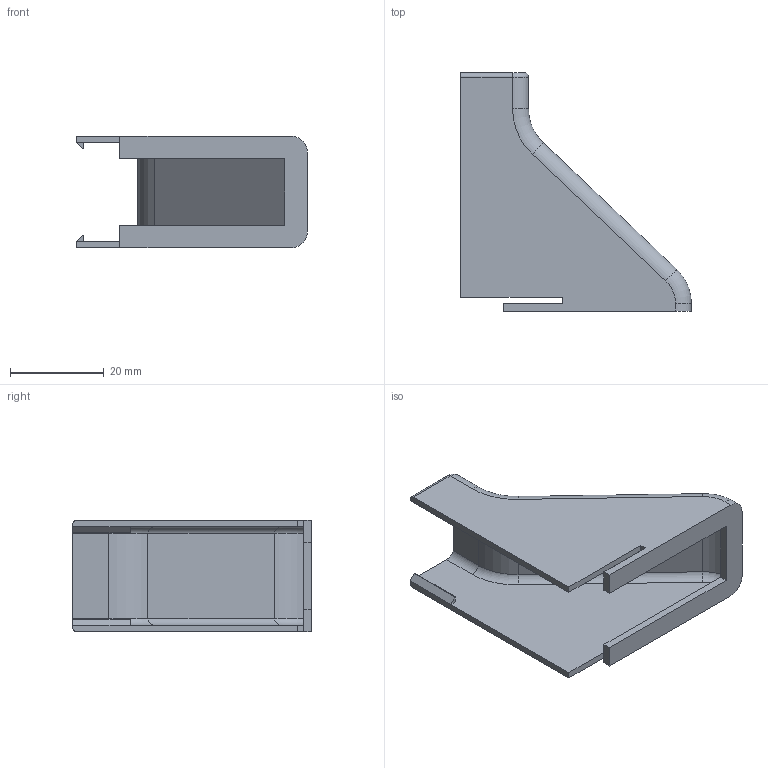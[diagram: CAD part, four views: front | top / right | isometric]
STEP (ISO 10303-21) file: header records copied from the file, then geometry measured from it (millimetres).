
FILE_DESCRIPTION (( 'STEP AP214' ), '1' );
FILE_NAME ('LCSR14x21-CE-W_3D.step', '2024-10-28T19:58:01', ( '' ), ( '' ), 'SwSTEP 2.0', 'SolidWorks 2022', '' );
FILE_SCHEMA (( 'AUTOMOTIVE_DESIGN' ));
Length unit declared in the file: inch
Products named in the file (1): LCSR14x21-CE-W_3D
Bounding box: 49.3 x 51 x 23.8 mm (x, y, z)
Volume: 6475.5 mm3; surface area: 9420.2 mm2
Topology: 1 solids, 1 shells, 61 faces, 155 edges, 96 vertices
Faces by surface type: plane 32, cylinder 19, torus 10
Entity records: 1861 total; most frequent: DIRECTION 327, CARTESIAN_POINT 313, ORIENTED_EDGE 310, EDGE_CURVE 155, AXIS2_PLACEMENT_3D 110, LINE 107, VECTOR 107, VERTEX_POINT 96
